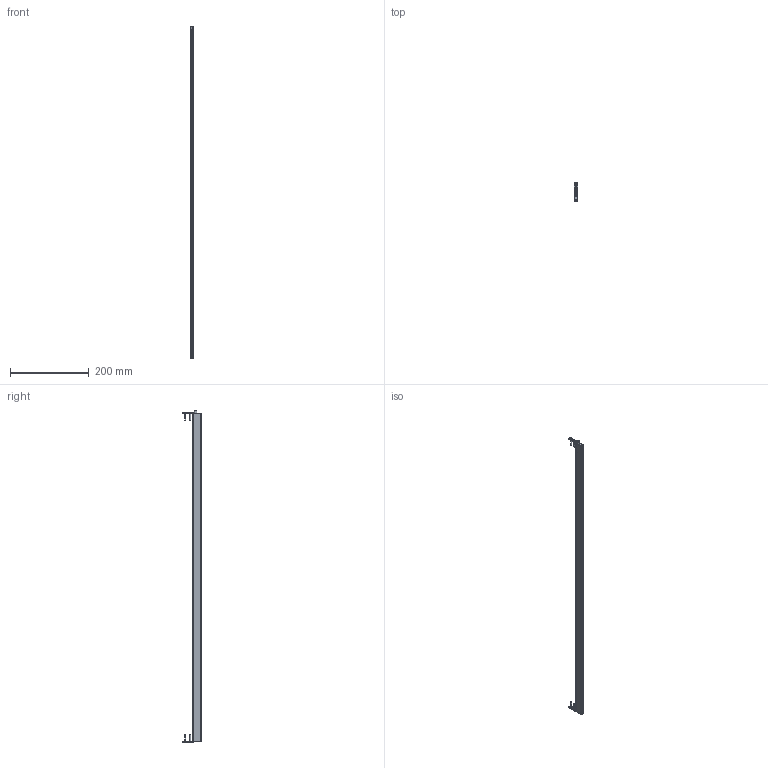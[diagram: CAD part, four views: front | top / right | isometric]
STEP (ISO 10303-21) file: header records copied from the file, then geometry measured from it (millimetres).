
FILE_DESCRIPTION (( 'STEP AP203' ), '1' );
FILE_NAME ('TW835.STEP', '2025-03-07T10:00:19', ( '' ), ( '' ), 'SwSTEP 2.0', 'SolidWorks 2023', '' );
FILE_SCHEMA (( 'CONFIG_CONTROL_DESIGN' ));
Length unit declared in the file: millimetre
Products named in the file (6): Haltewinkel_Haltewinkel TW; TW835; Schraube 3x20_01; Aussengehäuse_TW_835; Innengeometrie_TW; Betätigungsteil_TW
Assembly tree (9 placements, depth 2):
  TW835
    Aussengehäuse_TW_835
    Innengeometrie_TW
    Betätigungsteil_TW
    Haltewinkel_Haltewinkel TW  x2
    Schraube 3x20_01  x4
Bounding box: 8.2 x 48.23 x 842 mm (x, y, z)
Volume: 94718.7 mm3; surface area: 150614.9 mm2
Topology: 22 solids, 22 shells, 1117 faces, 3103 edges, 2056 vertices
Faces by surface type: plane 542, bspline 460, cylinder 89, cone 24, torus 2
Entity records: 42711 total; most frequent: CARTESIAN_POINT 23397, ORIENTED_EDGE 4512, DIRECTION 2576, EDGE_CURVE 2256, VERTEX_POINT 1501, LINE 1458, VECTOR 1458, EDGE_LOOP 909
